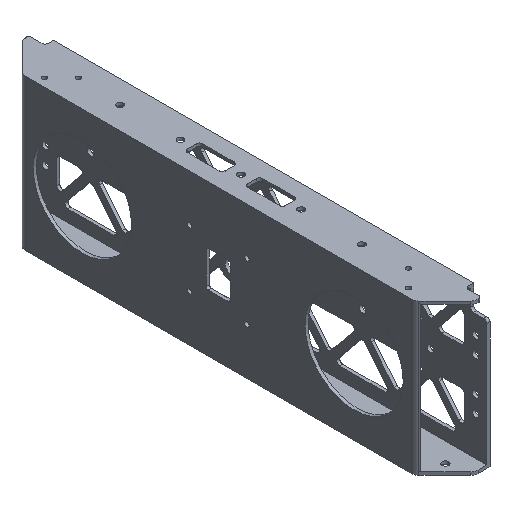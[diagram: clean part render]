
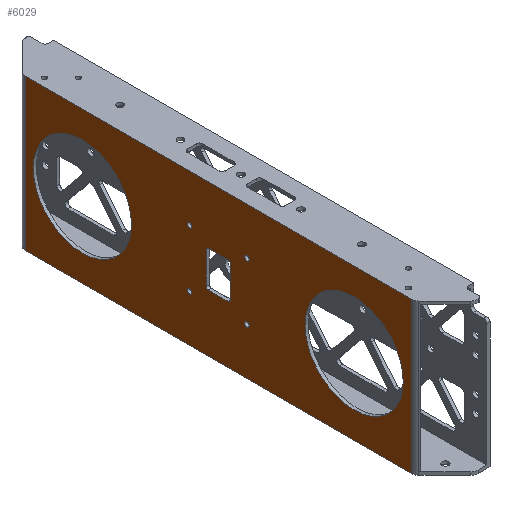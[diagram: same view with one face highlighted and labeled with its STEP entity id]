
A CAD part, isometric view. The second image highlights one B-rep face of the part: STEP entity #6029.
In plain terms, the highlighted face is planar.
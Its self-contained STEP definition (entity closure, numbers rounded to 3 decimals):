
#170=FACE_BOUND('',#1401,.T.);
#171=FACE_BOUND('',#1402,.T.);
#172=FACE_BOUND('',#1403,.T.);
#173=FACE_BOUND('',#1404,.T.);
#174=FACE_BOUND('',#1405,.T.);
#175=FACE_BOUND('',#1406,.T.);
#176=FACE_BOUND('',#1407,.T.);
#479=CIRCLE('',#6450,1.5);
#481=CIRCLE('',#6453,1.5);
#483=CIRCLE('',#6456,1.5);
#485=CIRCLE('',#6459,1.5);
#488=CIRCLE('',#6463,1.5);
#490=CIRCLE('',#6467,1.5);
#492=CIRCLE('',#6471,1.5);
#494=CIRCLE('',#6475,1.5);
#508=CIRCLE('',#6508,32.5);
#510=CIRCLE('',#6511,32.5);
#973=FACE_OUTER_BOUND('',#1400,.T.);
#1400=EDGE_LOOP('',(#5603,#5604,#5605,#5606));
#1401=EDGE_LOOP('',(#5607));
#1402=EDGE_LOOP('',(#5608));
#1403=EDGE_LOOP('',(#5609));
#1404=EDGE_LOOP('',(#5610));
#1405=EDGE_LOOP('',(#5611,#5612,#5613,#5614,#5615,#5616,#5617,#5618));
#1406=EDGE_LOOP('',(#5619));
#1407=EDGE_LOOP('',(#5620));
#1540=LINE('',#9031,#2064);
#1562=LINE('',#9115,#2086);
#1570=LINE('',#9133,#2094);
#1578=LINE('',#9179,#2102);
#1754=LINE('',#9792,#2278);
#1758=LINE('',#9804,#2282);
#1762=LINE('',#9816,#2286);
#1766=LINE('',#9826,#2290);
#2064=VECTOR('',#7148,10.);
#2086=VECTOR('',#7230,10.);
#2094=VECTOR('',#7244,10.);
#2102=VECTOR('',#7286,10.);
#2278=VECTOR('',#7868,10.);
#2282=VECTOR('',#7880,10.);
#2286=VECTOR('',#7892,10.);
#2290=VECTOR('',#7904,10.);
#2708=VERTEX_POINT('',#9028);
#2709=VERTEX_POINT('',#9030);
#2741=VERTEX_POINT('',#9114);
#2748=VERTEX_POINT('',#9132);
#2990=VERTEX_POINT('',#9756);
#2992=VERTEX_POINT('',#9762);
#2994=VERTEX_POINT('',#9768);
#2996=VERTEX_POINT('',#9774);
#3000=VERTEX_POINT('',#9783);
#3001=VERTEX_POINT('',#9785);
#3003=VERTEX_POINT('',#9791);
#3005=VERTEX_POINT('',#9797);
#3007=VERTEX_POINT('',#9803);
#3009=VERTEX_POINT('',#9809);
#3011=VERTEX_POINT('',#9815);
#3013=VERTEX_POINT('',#9821);
#3024=VERTEX_POINT('',#9882);
#3026=VERTEX_POINT('',#9888);
#3305=EDGE_CURVE('',#2708,#2709,#1540,.T.);
#3347=EDGE_CURVE('',#2709,#2741,#1562,.T.);
#3356=EDGE_CURVE('',#2748,#2741,#1570,.T.);
#3380=EDGE_CURVE('',#2748,#2708,#1578,.T.);
#3673=EDGE_CURVE('',#2990,#2990,#479,.T.);
#3676=EDGE_CURVE('',#2992,#2992,#481,.T.);
#3679=EDGE_CURVE('',#2994,#2994,#483,.T.);
#3682=EDGE_CURVE('',#2996,#2996,#485,.T.);
#3687=EDGE_CURVE('',#3001,#3000,#488,.T.);
#3690=EDGE_CURVE('',#3003,#3001,#1754,.T.);
#3693=EDGE_CURVE('',#3005,#3003,#490,.T.);
#3696=EDGE_CURVE('',#3007,#3005,#1758,.T.);
#3699=EDGE_CURVE('',#3009,#3007,#492,.T.);
#3702=EDGE_CURVE('',#3011,#3009,#1762,.T.);
#3705=EDGE_CURVE('',#3013,#3011,#494,.T.);
#3708=EDGE_CURVE('',#3000,#3013,#1766,.T.);
#3736=EDGE_CURVE('',#3024,#3024,#508,.T.);
#3739=EDGE_CURVE('',#3026,#3026,#510,.T.);
#5603=ORIENTED_EDGE('',*,*,#3347,.F.);
#5604=ORIENTED_EDGE('',*,*,#3305,.F.);
#5605=ORIENTED_EDGE('',*,*,#3380,.F.);
#5606=ORIENTED_EDGE('',*,*,#3356,.T.);
#5607=ORIENTED_EDGE('',*,*,#3673,.T.);
#5608=ORIENTED_EDGE('',*,*,#3676,.T.);
#5609=ORIENTED_EDGE('',*,*,#3679,.T.);
#5610=ORIENTED_EDGE('',*,*,#3682,.T.);
#5611=ORIENTED_EDGE('',*,*,#3687,.T.);
#5612=ORIENTED_EDGE('',*,*,#3708,.T.);
#5613=ORIENTED_EDGE('',*,*,#3705,.T.);
#5614=ORIENTED_EDGE('',*,*,#3702,.T.);
#5615=ORIENTED_EDGE('',*,*,#3699,.T.);
#5616=ORIENTED_EDGE('',*,*,#3696,.T.);
#5617=ORIENTED_EDGE('',*,*,#3693,.T.);
#5618=ORIENTED_EDGE('',*,*,#3690,.T.);
#5619=ORIENTED_EDGE('',*,*,#3736,.T.);
#5620=ORIENTED_EDGE('',*,*,#3739,.T.);
#5741=PLANE('',#6675);
#6029=ADVANCED_FACE('',(#973,#170,#171,#172,#173,#174,#175,#176),#5741,
 .T.);
#6450=AXIS2_PLACEMENT_3D('',#9757,#7831,#7832);
#6453=AXIS2_PLACEMENT_3D('',#9763,#7838,#7839);
#6456=AXIS2_PLACEMENT_3D('',#9769,#7845,#7846);
#6459=AXIS2_PLACEMENT_3D('',#9775,#7852,#7853);
#6463=AXIS2_PLACEMENT_3D('',#9786,#7862,#7863);
#6467=AXIS2_PLACEMENT_3D('',#9798,#7874,#7875);
#6471=AXIS2_PLACEMENT_3D('',#9810,#7886,#7887);
#6475=AXIS2_PLACEMENT_3D('',#9822,#7898,#7899);
#6508=AXIS2_PLACEMENT_3D('',#9883,#7981,#7982);
#6511=AXIS2_PLACEMENT_3D('',#9889,#7988,#7989);
#6675=AXIS2_PLACEMENT_3D('',#10210,#8467,#8468);
#7148=DIRECTION('',(0.,1.,0.));
#7230=DIRECTION('',(0.,0.,-1.));
#7244=DIRECTION('',(0.,1.,0.));
#7286=DIRECTION('',(0.,0.,1.));
#7831=DIRECTION('center_axis',(-1.,0.,0.));
#7832=DIRECTION('ref_axis',(0.,-1.,0.));
#7838=DIRECTION('center_axis',(-1.,0.,0.));
#7839=DIRECTION('ref_axis',(0.,-1.,0.));
#7845=DIRECTION('center_axis',(-1.,0.,0.));
#7846=DIRECTION('ref_axis',(0.,-1.,0.));
#7852=DIRECTION('center_axis',(-1.,0.,0.));
#7853=DIRECTION('ref_axis',(0.,-1.,0.));
#7862=DIRECTION('center_axis',(-1.,0.,0.));
#7863=DIRECTION('ref_axis',(0.,1.,0.));
#7868=DIRECTION('',(0.,0.,-1.));
#7874=DIRECTION('center_axis',(-1.,0.,0.));
#7875=DIRECTION('ref_axis',(0.,0.,
1.));
#7880=DIRECTION('',(0.,1.,0.));
#7886=DIRECTION('center_axis',(-1.,0.,0.));
#7887=DIRECTION('ref_axis',(0.,-1.,0.));
#7892=DIRECTION('',(0.,0.,1.));
#7898=DIRECTION('center_axis',(-1.,0.,0.));
#7899=DIRECTION('ref_axis',(0.,0.,-1.));
#7904=DIRECTION('',(0.,-1.,0.));
#7981=DIRECTION('center_axis',(-1.,0.,0.));
#7982=DIRECTION('ref_axis',(0.,1.,0.));
#7988=DIRECTION('center_axis',(-1.,0.,0.));
#7989=DIRECTION('ref_axis',(0.,1.,0.));
#8467=DIRECTION('center_axis',(1.,0.,0.));
#8468=DIRECTION('ref_axis',(0.,0.,-1.));
#9028=CARTESIAN_POINT('',(15.,22.071,50.));
#9030=CARTESIAN_POINT('',(15.,277.929,50.));
#9031=CARTESIAN_POINT('',(15.,0.,50.));
#9114=CARTESIAN_POINT('',(15.,277.929,-50.));
#9115=CARTESIAN_POINT('',(15.,277.929,50.));
#9132=CARTESIAN_POINT('',(15.,22.071,-50.));
#9133=CARTESIAN_POINT('',(15.,0.,-50.));
#9179=CARTESIAN_POINT('',(15.,22.071,50.));
#9756=CARTESIAN_POINT('',(15.,132.5,-19.));
#9757=CARTESIAN_POINT('Origin',(15.,131.,-19.));
#9762=CARTESIAN_POINT('',(15.,170.5,19.));
#9763=CARTESIAN_POINT('Origin',(15.,169.,19.));
#9768=CARTESIAN_POINT('',(15.,170.5,-19.));
#9769=CARTESIAN_POINT('Origin',(15.,169.,-19.));
#9774=CARTESIAN_POINT('',(15.,132.5,19.));
#9775=CARTESIAN_POINT('Origin',(15.,131.,19.));
#9783=CARTESIAN_POINT('',(15.,156.5,-12.));
#9785=CARTESIAN_POINT('',(15.,158.,-10.5));
#9786=CARTESIAN_POINT('Origin',(15.,156.5,-10.5));
#9791=CARTESIAN_POINT('',(15.,158.,10.5));
#9792=CARTESIAN_POINT('',(15.,158.,30.25));
#9797=CARTESIAN_POINT('',(15.,156.5,12.));
#9798=CARTESIAN_POINT('Origin',(15.,156.5,10.5));
#9803=CARTESIAN_POINT('',(15.,143.5,12.));
#9804=CARTESIAN_POINT('',(15.,71.75,12.));
#9809=CARTESIAN_POINT('',(15.,142.,10.5));
#9810=CARTESIAN_POINT('Origin',(15.,143.5,10.5));
#9815=CARTESIAN_POINT('',(15.,142.,-10.5));
#9816=CARTESIAN_POINT('',(15.,142.,19.75));
#9821=CARTESIAN_POINT('',(15.,143.5,-12.));
#9822=CARTESIAN_POINT('Origin',(15.,143.5,-10.5));
#9826=CARTESIAN_POINT('',(15.,78.25,-12.));
#9882=CARTESIAN_POINT('',(15.,27.5,0.));
#9883=CARTESIAN_POINT('Origin',(15.,60.,0.));
#9888=CARTESIAN_POINT('',(15.,207.5,0.));
#9889=CARTESIAN_POINT('Origin',(15.,240.,0.));
#10210=CARTESIAN_POINT('Origin',(15.,0.,50.));
